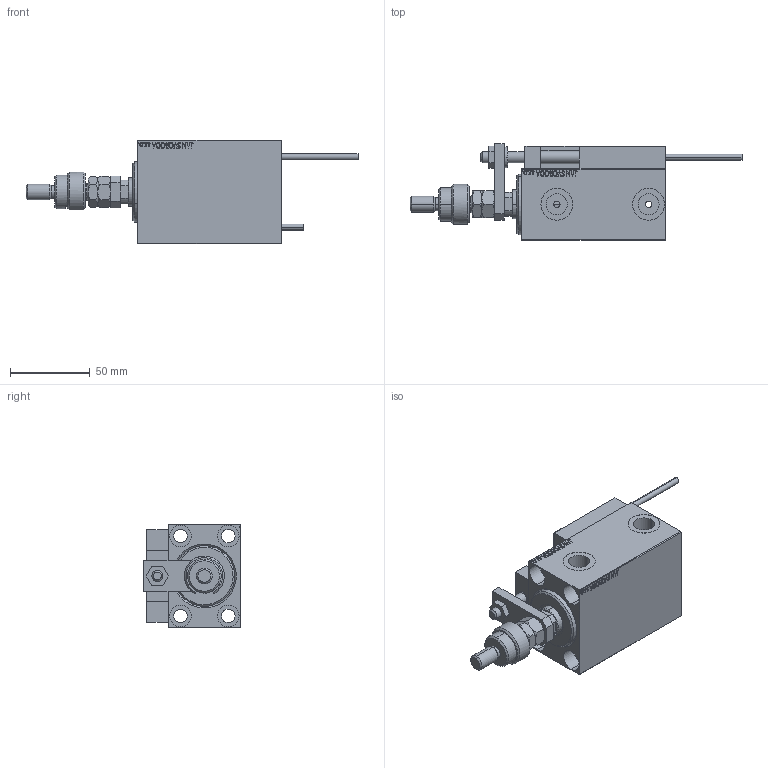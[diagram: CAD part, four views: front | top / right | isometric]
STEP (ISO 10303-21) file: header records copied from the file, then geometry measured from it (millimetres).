
FILE_DESCRIPTION (( 'STEP AP203' ), '1' );
FILE_NAME ('03c6.STEP', '2022-04-17T11:48:43', ( '' ), ( '' ), 'SwSTEP 2.0', 'SolidWorks 2019', '' );
FILE_SCHEMA (( 'CONFIG_CONTROL_DESIGN' ));
Length unit declared in the file: millimetre
Products named in the file (18): MFA e0595391b44bab6c9a856e7359ade0cc; FEMALE_PART_FOR_DFA e0595391b44bab6c9a856e7359ade0cc; V450CM_VC_B e0595391b44bab6c9a856e7359ade0cc; SWITCH_X_FRONT_BACK e0595391b44bab6c9a856e7359ade0cc; SWITCH X e0595391b44bab6c9a856e7359ade0cc; Block e0595391b44bab6c9a856e7359ade0cc; V450CM_C_Body e0595391b44bab6c9a856e7359ade0cc; SWITCH DIM B,W e0595391b44bab6c9a856e7359ade0cc; V450CM_C_VCP e0595391b44bab6c9a856e7359ade0cc; 03c6; MAGNET e0595391b44bab6c9a856e7359ade0cc; ALLEN BOLT D8 e0595391b44bab6c9a856e7359ade0cc; X_Y_DFA e0595391b44bab6c9a856e7359ade0cc; NUT_D12 e0595391b44bab6c9a856e7359ade0cc; TYC_L79 e0595391b44bab6c9a856e7359ade0cc; KONCOVKA e0595391b44bab6c9a856e7359ade0cc; ALLEN BOLT D5 e0595391b44bab6c9a856e7359ade0cc; ZARAZKA e0595391b44bab6c9a856e7359ade0cc
Assembly tree (27 placements, depth 3):
  03c6
    V450CM_C_Body e0595391b44bab6c9a856e7359ade0cc
    SWITCH X e0595391b44bab6c9a856e7359ade0cc
      SWITCH_X_FRONT_BACK e0595391b44bab6c9a856e7359ade0cc  x2
      TYC_L79 e0595391b44bab6c9a856e7359ade0cc
      Block e0595391b44bab6c9a856e7359ade0cc  x2
      ALLEN BOLT D5 e0595391b44bab6c9a856e7359ade0cc  x4
      ALLEN BOLT D8 e0595391b44bab6c9a856e7359ade0cc  x4
      MAGNET e0595391b44bab6c9a856e7359ade0cc  x2
      KONCOVKA e0595391b44bab6c9a856e7359ade0cc  x2
    NUT_D12 e0595391b44bab6c9a856e7359ade0cc
    SWITCH DIM B,W e0595391b44bab6c9a856e7359ade0cc
    ZARAZKA e0595391b44bab6c9a856e7359ade0cc
    V450CM_C_VCP e0595391b44bab6c9a856e7359ade0cc
    V450CM_VC_B e0595391b44bab6c9a856e7359ade0cc
    X_Y_DFA e0595391b44bab6c9a856e7359ade0cc
      FEMALE_PART_FOR_DFA e0595391b44bab6c9a856e7359ade0cc
      MFA e0595391b44bab6c9a856e7359ade0cc
Bounding box: 208 x 60.5 x 65 mm (x, y, z)
Volume: 281006.2 mm3; surface area: 82409 mm2
Topology: 25 solids, 25 shells, 1381 faces, 3282 edges, 2087 vertices
Faces by surface type: plane 592, bspline 380, cylinder 211, cone 146, torus 48, sphere 4
Entity records: 53492 total; most frequent: CARTESIAN_POINT 26793, ORIENTED_EDGE 5584, DIRECTION 3914, EDGE_CURVE 2792, VERTEX_POINT 1811, LINE 1554, VECTOR 1554, EDGE_LOOP 1301
